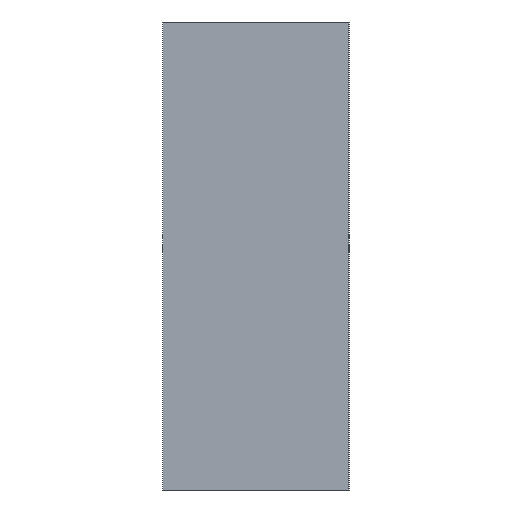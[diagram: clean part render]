
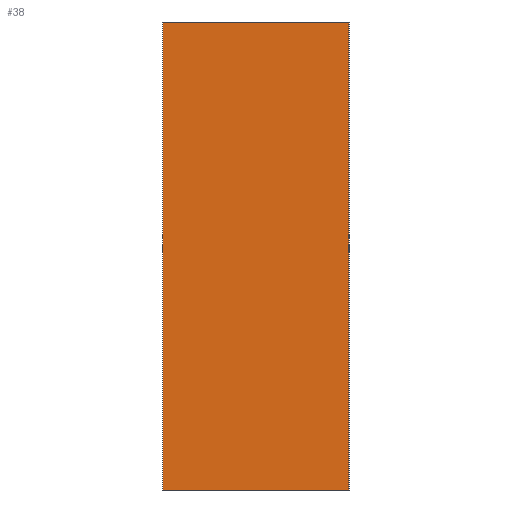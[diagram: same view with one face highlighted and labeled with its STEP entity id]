
A CAD part, left-side view. The second image highlights one B-rep face of the part: STEP entity #38.
In plain terms, the highlighted planar face has unit normal (-1, 0, 0).
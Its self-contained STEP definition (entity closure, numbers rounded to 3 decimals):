
#38 = ADVANCED_FACE( '', ( #77 ), #78, .F. );
#77 = FACE_OUTER_BOUND( '', #114, .T. );
#78 = PLANE( '', #115 );
#114 = EDGE_LOOP( '', ( #157, #158, #159, #160 ) );
#115 = AXIS2_PLACEMENT_3D( '', #161, #162, #163 );
#157 = ORIENTED_EDGE( '', *, *, #208, .T. );
#158 = ORIENTED_EDGE( '', *, *, #200, .F. );
#159 = ORIENTED_EDGE( '', *, *, #210, .F. );
#160 = ORIENTED_EDGE( '', *, *, #211, .T. );
#161 = CARTESIAN_POINT( '', ( -448., 31., 156. ) );
#162 = DIRECTION( '', ( 1., 0., 0. ) );
#163 = DIRECTION( '', ( 0., 0., -1. ) );
#200 = EDGE_CURVE( '', #226, #221, #228, .T. );
#208 = EDGE_CURVE( '', #238, #221, #241, .T. );
#210 = EDGE_CURVE( '', #243, #226, #244, .T. );
#211 = EDGE_CURVE( '', #243, #238, #245, .T. );
#221 = VERTEX_POINT( '', #257 );
#226 = VERTEX_POINT( '', #264 );
#228 = LINE( '', #267, #268 );
#238 = VERTEX_POINT( '', #278 );
#241 = LINE( '', #283, #284 );
#243 = VERTEX_POINT( '', #286 );
#244 = LINE( '', #287, #288 );
#245 = LINE( '', #289, #290 );
#257 = CARTESIAN_POINT( '', ( -448., -31., 0. ) );
#264 = CARTESIAN_POINT( '', ( -448., -31., 156. ) );
#267 = CARTESIAN_POINT( '', ( -448., -31., 156. ) );
#268 = VECTOR( '', #307, 1000. );
#278 = CARTESIAN_POINT( '', ( -448., 31., 0. ) );
#283 = CARTESIAN_POINT( '', ( -448., 31., 0. ) );
#284 = VECTOR( '', #319, 1000. );
#286 = CARTESIAN_POINT( '', ( -448., 31., 156. ) );
#287 = CARTESIAN_POINT( '', ( -448., 31., 156. ) );
#288 = VECTOR( '', #320, 1000. );
#289 = CARTESIAN_POINT( '', ( -448., 31., 156. ) );
#290 = VECTOR( '', #321, 1000. );
#307 = DIRECTION( '', ( 0., 0., -1. ) );
#319 = DIRECTION( '', ( 0., -1., 0. ) );
#320 = DIRECTION( '', ( 0., -1., 0. ) );
#321 = DIRECTION( '', ( 0., 0., -1. ) );
